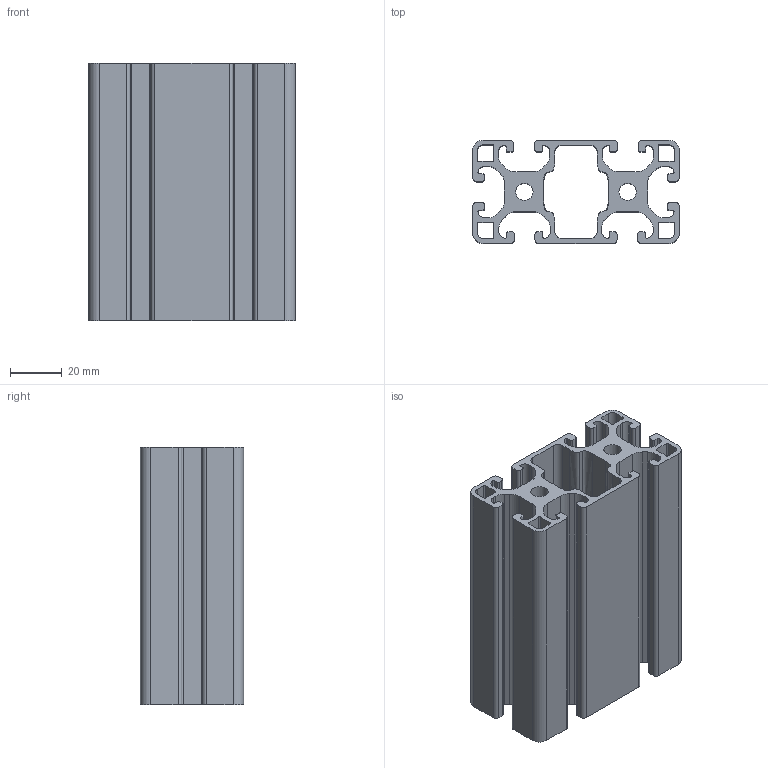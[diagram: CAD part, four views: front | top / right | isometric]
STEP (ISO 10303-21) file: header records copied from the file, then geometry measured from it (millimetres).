
FILE_DESCRIPTION(('FreeCAD Model'),'2;1');
FILE_NAME('Open CASCADE Shape Model','2025-09-08T10:55:41',(''),(''), 'Open CASCADE STEP processor 7.8','FreeCAD','Unknown');
FILE_SCHEMA(('AUTOMOTIVE_DESIGN { 1 0 10303 214 1 1 1 1 }'));
Length unit declared in the file: millimetre
Products named in the file (1): Body
Bounding box: 80 x 40 x 100 mm (x, y, z)
Volume: 113345.6 mm3; surface area: 78777.1 mm2
Topology: 1 solids, 1 shells, 224 faces, 666 edges, 444 vertices
Faces by surface type: cylinder 110, plane 106, extrusion 8
Full cylindrical faces by diameter (mm): 6.7 x2
Entity records: 7636 total; most frequent: CARTESIAN_POINT 1383, ORIENTED_EDGE 1332, DIRECTION 1312, EDGE_CURVE 666, VERTEX_POINT 444, VECTOR 438, AXIS2_PLACEMENT_3D 437, LINE 430
